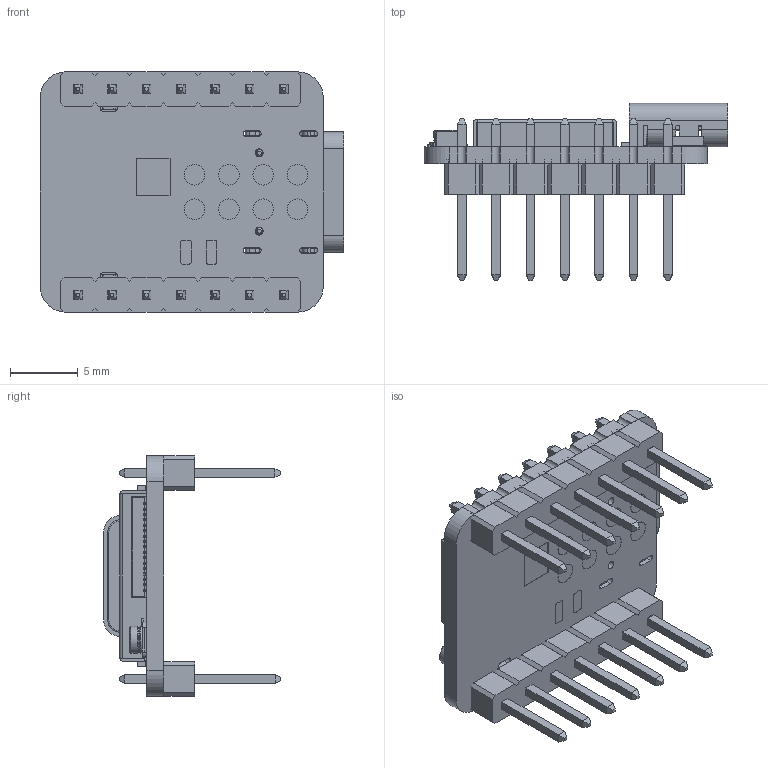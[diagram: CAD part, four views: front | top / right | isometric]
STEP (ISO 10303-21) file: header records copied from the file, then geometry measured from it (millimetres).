
FILE_DESCRIPTION(/* description */ (''),/* implementation_level */ '2;1');
FILE_NAME(/* name */ 'With pins Seeed Studio XIAO-ESP32-S3-Sense.step',/* time_stamp */ '2025-11-18T10:53:01-05:00',/* author */ (''),/* organization */ (''),/* preprocessor_version */ 'ST-DEVELOPER v20.1',/* originating_system */ 'Autodesk Translation Framework v14.21.0.0',/* authorisation */ '');
FILE_SCHEMA (('AUTOMOTIVE_DESIGN { 1 0 10303 214 3 1 1 }'));
Length unit declared in the file: millimetre
Products named in the file (37): XIAO-ESP32S3-Sense; Seeed Studio XIAO-ESP32-S3 (Sense); USB TYPE C PORT; USB TYPE C PORT (1); BOSS-EXTRUDE14_8_; BOSS-EXTRUDE7_4_; BOSS-EXTRUDE7_3_; BOSS-EXTRUDE14_4_; BOSS-EXTRUDE14_2_; BOSS-EXTRUDE14_11_; BOSS-EXTRUDE7_7_; BOSS-EXTRUDE14_9_; BOSS-EXTRUDE14_3_; BOSS-EXTRUDE14_7_; MIRROR2; BOSS-EXTRUDE14_5_; BOSS-EXTRUDE14_12_; BOSS-EXTRUDE7_8_; BOSS-EXTRUDE7_1_; BOSS-EXTRUDE14_10_; BOSS-EXTRUDE7_9_; BOSS-EXTRUDE14_6_; CHAMFER9; BOSS-EXTRUDE14_1_; BOSS-EXTRUDE7_6_; BOSS-EXTRUDE7_2_; CUT-EXTRUDE5; BOSS-EXTRUDE7_5_; Shield; U.FL-R-SMT-1_10_ v1; DF40C-30DP-0.4V_51_ v1; SKTAAAE010 v1; Body; Pins; ZL201-40_P2-54_L101_W2-54_H8-9; ZL201-40_P2-54_L101_W2-54_H8-9_1; 7-Pin Header - Male - 2.54mm
Assembly tree (38 placements, depth 5):
  XIAO-ESP32S3-Sense
    Seeed Studio XIAO-ESP32-S3 (Sense)
      USB TYPE C PORT
        USB TYPE C PORT (1)
          BOSS-EXTRUDE14_8_
          BOSS-EXTRUDE7_4_
          BOSS-EXTRUDE7_3_
          BOSS-EXTRUDE14_4_
          BOSS-EXTRUDE14_2_
          BOSS-EXTRUDE14_11_
          BOSS-EXTRUDE7_7_
          BOSS-EXTRUDE14_9_
          BOSS-EXTRUDE14_3_
          BOSS-EXTRUDE14_7_
          MIRROR2
          BOSS-EXTRUDE14_5_
          BOSS-EXTRUDE14_12_
          BOSS-EXTRUDE7_8_
          BOSS-EXTRUDE7_1_
          BOSS-EXTRUDE14_10_
          BOSS-EXTRUDE7_9_
          BOSS-EXTRUDE14_6_
          CHAMFER9
          BOSS-EXTRUDE14_1_
          BOSS-EXTRUDE7_6_
          BOSS-EXTRUDE7_2_
          CUT-EXTRUDE5
          BOSS-EXTRUDE7_5_
      Shield
      SKTAAAE010 v1  x2
        Body
        Pins
      U.FL-R-SMT-1_10_ v1
      DF40C-30DP-0.4V_51_ v1
    ZL201-40_P2-54_L101_W2-54_H8-9
      7-Pin Header - Male - 2.54mm
    ZL201-40_P2-54_L101_W2-54_H8-9_1
      7-Pin Header - Male - 2.54mm
Bounding box: 22.48 x 13.1 x 17.78 mm (x, y, z)
Volume: 881.9 mm3; surface area: 2755 mm2
Topology: 40 solids, 45 shells, 1805 faces, 4685 edges, 3011 vertices
Faces by surface type: plane 1388, cylinder 371, torus 24, cone 13, sphere 6, bspline 3
Full cylindrical faces by diameter (mm): 0.5 x3, 0.6 x2, 0.65 x4, 0.75 x14, 1.524 x8, 1.72 x1, 1.86 x1, 2 x2
Entity records: 49938 total; most frequent: CARTESIAN_POINT 8870, ORIENTED_EDGE 8270, DIRECTION 8207, EDGE_CURVE 4135, LINE 3313, VECTOR 3313, VERTEX_POINT 2677, AXIS2_PLACEMENT_3D 2447
